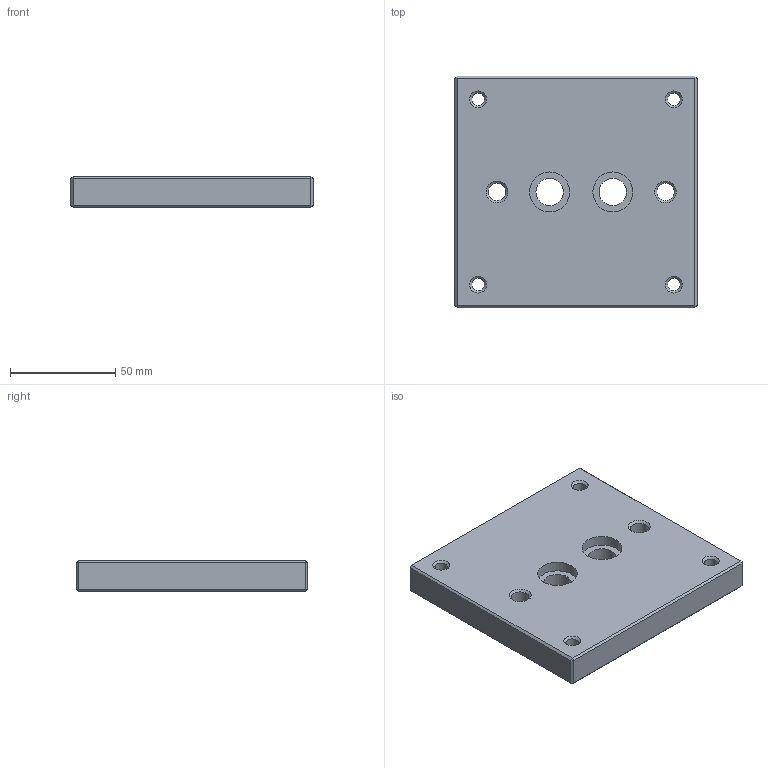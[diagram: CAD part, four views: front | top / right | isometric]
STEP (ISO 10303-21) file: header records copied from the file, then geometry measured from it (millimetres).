
FILE_DESCRIPTION(/* description */ ('Alibre Inc.'),/* implementation_level */ '2;1');
FILE_NAME(/* name */ 'export0',/* time_stamp */ '2021-01-18T09:38:45+01:00',/* author */ (''),/* organization */ (''),/* preprocessor_version */ 'ST-DEVELOPER v14',/* originating_system */ 'Alibre',/* authorisation */ '');
FILE_SCHEMA (('CONFIG_CONTROL_DESIGN'));
Length unit declared in the file: centimetre
Products named in the file (1): ID_1
Bounding box: 115 x 110 x 15 mm (x, y, z)
Volume: 178006.1 mm3; surface area: 34411 mm2
Topology: 1 solids, 1 shells, 61 faces, 125 edges, 73 vertices
Faces by surface type: plane 33, cylinder 15, cone 13
Full cylindrical faces by diameter (mm): 4.917 x1, 6 x4, 8.376 x2, 11 x4, 13 x2, 19 x2
Entity records: 1464 total; most frequent: DIRECTION 223, CARTESIAN_POINT 219, ORIENTED_EDGE 182, EDGE_LOOP 112, FACE_BOUND 112, AXIS2_PLACEMENT_3D 104, EDGE_CURVE 91, VERTEX_POINT 67
